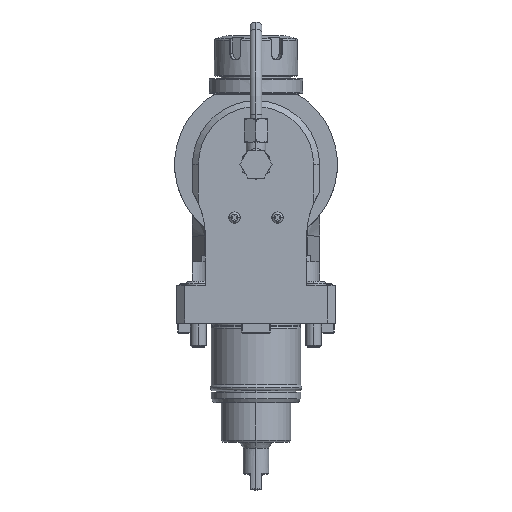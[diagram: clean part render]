
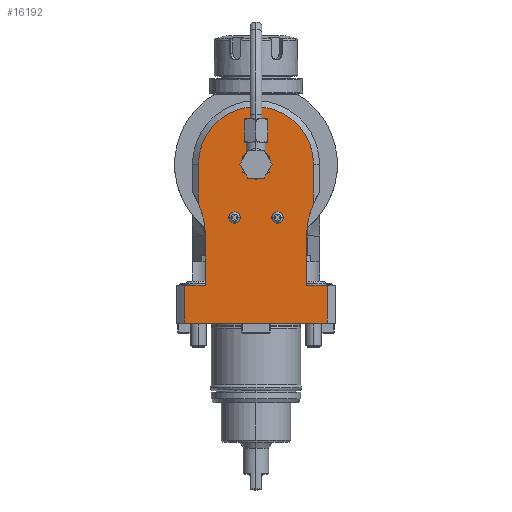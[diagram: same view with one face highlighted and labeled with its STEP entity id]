
A CAD part, top view. The second image highlights one B-rep face of the part: STEP entity #16192.
In plain terms, the highlighted planar face has unit normal (0, 0, 1).
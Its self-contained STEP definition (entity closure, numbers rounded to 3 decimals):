
#2444=DIRECTION('',(0.,1.,0.));
#2445=VECTOR('',#2444,19.);
#2446=CARTESIAN_POINT('',(-36.,-80.,40.));
#2447=LINE('',#2446,#2445);
#2448=DIRECTION('',(0.,1.,0.));
#2449=VECTOR('',#2448,25.);
#2450=CARTESIAN_POINT('',(-25.5,-61.,40.));
#2451=LINE('',#2450,#2449);
#2452=CARTESIAN_POINT('',(-65.5,-36.,40.));
#2453=DIRECTION('',(0.,0.,1.));
#2454=DIRECTION('',(1.,0.,0.));
#2455=AXIS2_PLACEMENT_3D('',#2452,#2453,#2454);
#2457=CARTESIAN_POINT('',(0.,0.,40.));
#2458=DIRECTION('',(0.,0.,1.));
#2459=DIRECTION('',(1.,0.,0.));
#2460=AXIS2_PLACEMENT_3D('',#2457,#2458,#2459);
#2462=CARTESIAN_POINT('',(65.5,-36.,40.));
#2463=DIRECTION('',(0.,0.,-1.));
#2464=DIRECTION('',(-1.,0.,0.));
#2465=AXIS2_PLACEMENT_3D('',#2462,#2463,#2464);
#2467=DIRECTION('',(0.,-1.,0.));
#2468=VECTOR('',#2467,25.);
#2469=CARTESIAN_POINT('',(25.5,-36.,40.));
#2470=LINE('',#2469,#2468);
#2471=DIRECTION('',(0.,-1.,0.));
#2472=VECTOR('',#2471,19.);
#2473=CARTESIAN_POINT('',(36.,-61.,40.));
#2474=LINE('',#2473,#2472);
#2475=CARTESIAN_POINT('',(0.,0.,40.));
#2476=DIRECTION('',(0.,0.,1.));
#2477=DIRECTION('',(1.,0.,0.));
#2478=AXIS2_PLACEMENT_3D('',#2475,#2476,#2477);
#2480=CARTESIAN_POINT('',(0.,0.,40.));
#2481=DIRECTION('',(0.,0.,1.));
#2482=DIRECTION('',(-1.,0.,0.));
#2483=AXIS2_PLACEMENT_3D('',#2480,#2481,#2482);
#2485=CARTESIAN_POINT('',(10.864,-26.888,40.));
#2486=DIRECTION('',(0.,0.,1.));
#2487=DIRECTION('',(-1.,0.,0.));
#2488=AXIS2_PLACEMENT_3D('',#2485,#2486,#2487);
#2490=CARTESIAN_POINT('',(10.864,-26.888,40.));
#2491=DIRECTION('',(0.,0.,1.));
#2492=DIRECTION('',(1.,0.,0.));
#2493=AXIS2_PLACEMENT_3D('',#2490,#2491,#2492);
#2495=CARTESIAN_POINT('',(-10.864,-26.888,40.));
#2496=DIRECTION('',(0.,0.,1.));
#2497=DIRECTION('',(-1.,0.,0.));
#2498=AXIS2_PLACEMENT_3D('',#2495,#2496,#2497);
#2500=CARTESIAN_POINT('',(-10.864,-26.888,40.));
#2501=DIRECTION('',(0.,0.,1.));
#2502=DIRECTION('',(1.,0.,0.));
#2503=AXIS2_PLACEMENT_3D('',#2500,#2501,#2502);
#2525=DIRECTION('',(-1.,0.,0.));
#2526=VECTOR('',#2525,72.);
#2527=CARTESIAN_POINT('',(36.,-80.,40.));
#2528=LINE('',#2527,#2526);
#3225=DIRECTION('',(-1.,0.,0.));
#3226=VECTOR('',#3225,10.5);
#3227=CARTESIAN_POINT('',(36.,-61.,40.));
#3228=LINE('',#3227,#3226);
#3633=DIRECTION('',(-1.,0.,0.));
#3634=VECTOR('',#3633,10.5);
#3635=CARTESIAN_POINT('',(-25.5,-61.,40.));
#3636=LINE('',#3635,#3634);
#8715=DIRECTION('',(0.,-1.,0.));
#8716=VECTOR('',#8715,19.637);
#8717=CARTESIAN_POINT('',(-29.,0.,40.));
#8718=LINE('',#8717,#8716);
#8727=DIRECTION('',(0.,1.,0.));
#8728=VECTOR('',#8727,19.637);
#8729=CARTESIAN_POINT('',(29.,-19.637,40.));
#8730=LINE('',#8729,#8728);
#12166=CARTESIAN_POINT('',(29.,0.,40.));
#12167=CARTESIAN_POINT('',(-29.,0.,40.));
#12168=VERTEX_POINT('',#12166);
#12169=VERTEX_POINT('',#12167);
#12512=CARTESIAN_POINT('',(-13.714,-26.888,40.));
#12513=CARTESIAN_POINT('',(-8.014,-26.888,40.));
#12514=VERTEX_POINT('',#12512);
#12515=VERTEX_POINT('',#12513);
#12548=CARTESIAN_POINT('',(8.014,-26.888,40.));
#12549=CARTESIAN_POINT('',(13.714,-26.888,40.));
#12550=VERTEX_POINT('',#12548);
#12551=VERTEX_POINT('',#12549);
#12946=CARTESIAN_POINT('',(6.5,0.,40.));
#12947=CARTESIAN_POINT('',(-6.5,0.,40.));
#12948=VERTEX_POINT('',#12946);
#12949=VERTEX_POINT('',#12947);
#13446=CARTESIAN_POINT('',(-36.,-80.,40.));
#13448=VERTEX_POINT('',#13446);
#13459=CARTESIAN_POINT('',(36.,-80.,40.));
#13461=VERTEX_POINT('',#13459);
#13462=CARTESIAN_POINT('',(-36.,-61.,40.));
#13464=VERTEX_POINT('',#13462);
#13475=CARTESIAN_POINT('',(36.,-61.,40.));
#13477=VERTEX_POINT('',#13475);
#13558=CARTESIAN_POINT('',(25.5,-36.,40.));
#13559=CARTESIAN_POINT('',(25.5,-61.,40.));
#13560=VERTEX_POINT('',#13558);
#13561=VERTEX_POINT('',#13559);
#13562=CARTESIAN_POINT('',(29.,-19.637,40.));
#13563=VERTEX_POINT('',#13562);
#13580=CARTESIAN_POINT('',(-25.5,-61.,40.));
#13581=CARTESIAN_POINT('',(-25.5,-36.,40.));
#13582=VERTEX_POINT('',#13580);
#13583=VERTEX_POINT('',#13581);
#13584=CARTESIAN_POINT('',(-29.,-19.637,40.));
#13585=VERTEX_POINT('',#13584);
#16144=CARTESIAN_POINT('',(0.,0.,40.));
#16145=DIRECTION('',(0.,0.,1.));
#16146=DIRECTION('',(1.,0.,0.));
#16147=AXIS2_PLACEMENT_3D('',#16144,#16145,#16146);
#16148=PLANE('',#16147);
#16150=ORIENTED_EDGE('',*,*,#16149,.T.);
#16152=ORIENTED_EDGE('',*,*,#16151,.F.);
#16154=ORIENTED_EDGE('',*,*,#16153,.T.);
#16156=ORIENTED_EDGE('',*,*,#16155,.T.);
#16158=ORIENTED_EDGE('',*,*,#16157,.F.);
#16160=ORIENTED_EDGE('',*,*,#16159,.F.);
#16162=ORIENTED_EDGE('',*,*,#16161,.F.);
#16164=ORIENTED_EDGE('',*,*,#16163,.F.);
#16166=ORIENTED_EDGE('',*,*,#16165,.T.);
#16168=ORIENTED_EDGE('',*,*,#16167,.F.);
#16170=ORIENTED_EDGE('',*,*,#16169,.T.);
#16172=ORIENTED_EDGE('',*,*,#16171,.T.);
#16173=EDGE_LOOP('',(#16150,#16152,#16154,#16156,#16158,#16160,#16162,#16164,
#16166,#16168,#16170,#16172));
#16174=FACE_OUTER_BOUND('',#16173,.F.);
#16176=ORIENTED_EDGE('',*,*,#16175,.T.);
#16177=ORIENTED_EDGE('',*,*,#16134,.T.);
#16178=EDGE_LOOP('',(#16176,#16177));
#16179=FACE_BOUND('',#16178,.F.);
#16181=ORIENTED_EDGE('',*,*,#16180,.T.);
#16183=ORIENTED_EDGE('',*,*,#16182,.T.);
#16184=EDGE_LOOP('',(#16181,#16183));
#16185=FACE_BOUND('',#16184,.F.);
#16187=ORIENTED_EDGE('',*,*,#16186,.T.);
#16189=ORIENTED_EDGE('',*,*,#16188,.T.);
#16190=EDGE_LOOP('',(#16187,#16189));
#16191=FACE_BOUND('',#16190,.F.);
#2456=CIRCLE('',#2455,40.);
#2461=CIRCLE('',#2460,29.);
#2466=CIRCLE('',#2465,40.);
#2479=CIRCLE('',#2478,6.5);
#2484=CIRCLE('',#2483,6.5);
#2489=CIRCLE('',#2488,2.85);
#2494=CIRCLE('',#2493,2.85);
#2499=CIRCLE('',#2498,2.85);
#2504=CIRCLE('',#2503,2.85);
#16134=EDGE_CURVE('',#12949,#12948,#2484,.T.);
#16149=EDGE_CURVE('',#13448,#13464,#2447,.T.);
#16151=EDGE_CURVE('',#13582,#13464,#3636,.T.);
#16153=EDGE_CURVE('',#13582,#13583,#2451,.T.);
#16155=EDGE_CURVE('',#13583,#13585,#2456,.T.);
#16157=EDGE_CURVE('',#12169,#13585,#8718,.T.);
#16159=EDGE_CURVE('',#12168,#12169,#2461,.T.);
#16161=EDGE_CURVE('',#13563,#12168,#8730,.T.);
#16163=EDGE_CURVE('',#13560,#13563,#2466,.T.);
#16165=EDGE_CURVE('',#13560,#13561,#2470,.T.);
#16167=EDGE_CURVE('',#13477,#13561,#3228,.T.);
#16169=EDGE_CURVE('',#13477,#13461,#2474,.T.);
#16171=EDGE_CURVE('',#13461,#13448,#2528,.T.);
#16175=EDGE_CURVE('',#12948,#12949,#2479,.T.);
#16180=EDGE_CURVE('',#12550,#12551,#2489,.T.);
#16182=EDGE_CURVE('',#12551,#12550,#2494,.T.);
#16186=EDGE_CURVE('',#12514,#12515,#2499,.T.);
#16188=EDGE_CURVE('',#12515,#12514,#2504,.T.);
#16192=ADVANCED_FACE('',(#16174,#16179,#16185,#16191),#16148,.T.);
